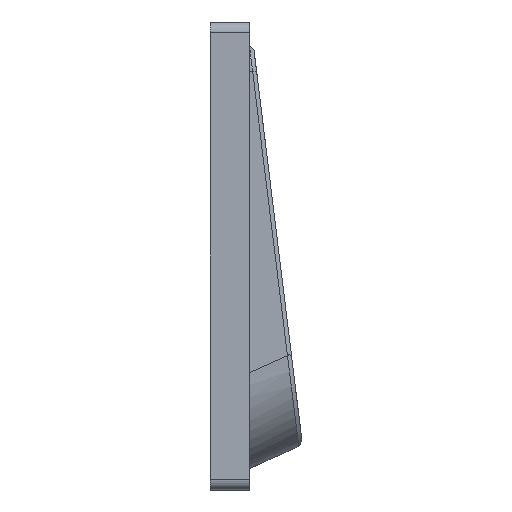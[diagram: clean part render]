
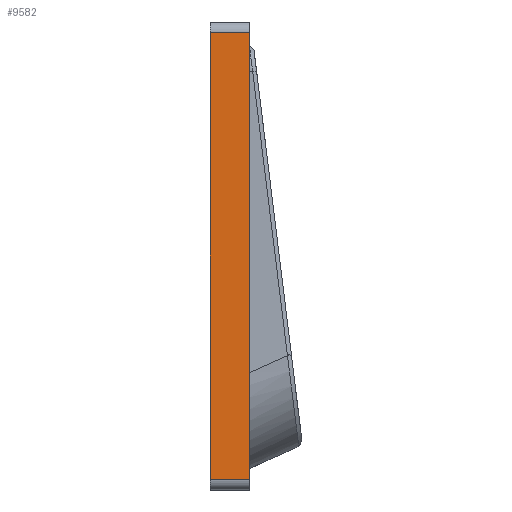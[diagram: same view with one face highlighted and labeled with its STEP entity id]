
A CAD part, left-side view. The second image highlights one B-rep face of the part: STEP entity #9582.
In plain terms, the highlighted planar face has unit normal (-1, 0, 0).
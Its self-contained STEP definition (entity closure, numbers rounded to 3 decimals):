
#169=PLANE('',#10313);
#568=FACE_OUTER_BOUND('',#1083,.T.);
#1083=EDGE_LOOP('',(#7345,#7346,#7347,#7348));
#2407=LINE('',#17050,#3270);
#2408=LINE('',#17053,#3271);
#2440=LINE('',#17147,#3303);
#2441=LINE('',#17148,#3304);
#3270=VECTOR('',#12045,10.);
#3271=VECTOR('',#12048,10.);
#3303=VECTOR('',#12112,10.);
#3304=VECTOR('',#12113,10.);
#4272=VERTEX_POINT('',#17043);
#4275=VERTEX_POINT('',#17048);
#4276=VERTEX_POINT('',#17052);
#4322=VERTEX_POINT('',#17146);
#5463=EDGE_CURVE('',#4275,#4272,#2407,.T.);
#5464=EDGE_CURVE('',#4272,#4276,#2408,.T.);
#5511=EDGE_CURVE('',#4322,#4275,#2440,.T.);
#5512=EDGE_CURVE('',#4276,#4322,#2441,.T.);
#7345=ORIENTED_EDGE('',*,*,#5463,.F.);
#7346=ORIENTED_EDGE('',*,*,#5511,.F.);
#7347=ORIENTED_EDGE('',*,*,#5512,.F.);
#7348=ORIENTED_EDGE('',*,*,#5464,.F.);
#9582=ADVANCED_FACE('',(#568),#169,.F.);
#10313=AXIS2_PLACEMENT_3D('',#17145,#12110,#12111);
#12045=DIRECTION('',(0.,-1.,0.));
#12048=DIRECTION('',(0.,0.,-1.));
#12110=DIRECTION('center_axis',(1.,0.,0.));
#12111=DIRECTION('ref_axis',(0.,0.,-1.));
#12112=DIRECTION('',(0.,0.,1.));
#12113=DIRECTION('',(0.,1.,0.));
#17043=CARTESIAN_POINT('',(-2.9,-11.5,98.65));
#17048=CARTESIAN_POINT('',(-2.9,-2.5,98.65));
#17050=CARTESIAN_POINT('',(-2.9,-2.5,98.65));
#17052=CARTESIAN_POINT('',(-2.9,-11.5,-3.4));
#17053=CARTESIAN_POINT('',(-2.9,-11.5,47.625));
#17145=CARTESIAN_POINT('Origin',(-2.9,-2.5,101.25));
#17146=CARTESIAN_POINT('',(-2.9,-2.5,-3.4));
#17147=CARTESIAN_POINT('',(-2.9,-2.5,74.438));
#17148=CARTESIAN_POINT('',(-2.9,-2.5,-3.4));
